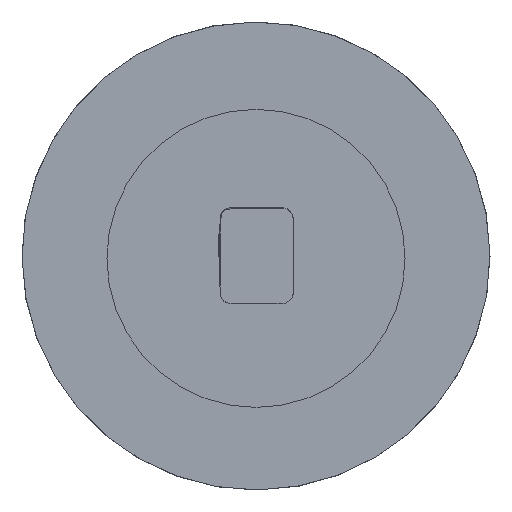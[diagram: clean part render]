
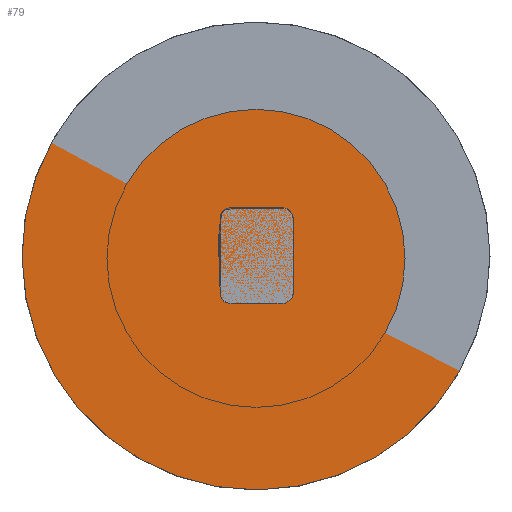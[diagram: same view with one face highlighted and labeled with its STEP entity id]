
A CAD part, top view. The second image highlights one B-rep face of the part: STEP entity #79.
In plain terms, the highlighted planar face has unit normal (0, 0, 1).
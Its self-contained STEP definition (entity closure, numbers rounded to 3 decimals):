
#21=CIRCLE('',#104,10.773);
#33=FACE_OUTER_BOUND('',#40,.T.);
#40=EDGE_LOOP('',(#69));
#48=VERTEX_POINT('',#1176);
#56=EDGE_CURVE('',#48,#48,#21,.T.);
#69=ORIENTED_EDGE('',*,*,#56,.T.);
#73=PLANE('',#106);
#79=ADVANCED_FACE('',(#33),#73,.T.);
#104=AXIS2_PLACEMENT_3D('',#1178,#124,#125);
#106=AXIS2_PLACEMENT_3D('',#1180,#128,#129);
#124=DIRECTION('center_axis',(0.,0.,1.));
#125=DIRECTION('ref_axis',(-1.,0.,0.));
#128=DIRECTION('center_axis',(0.,0.,1.));
#129=DIRECTION('ref_axis',(-1.,0.,0.));
#1176=CARTESIAN_POINT('',(-107.719,-1.028,71.5));
#1178=CARTESIAN_POINT('Origin',(-96.946,-1.028,71.5));
#1180=CARTESIAN_POINT('Origin',(-96.946,-1.028,71.5));
